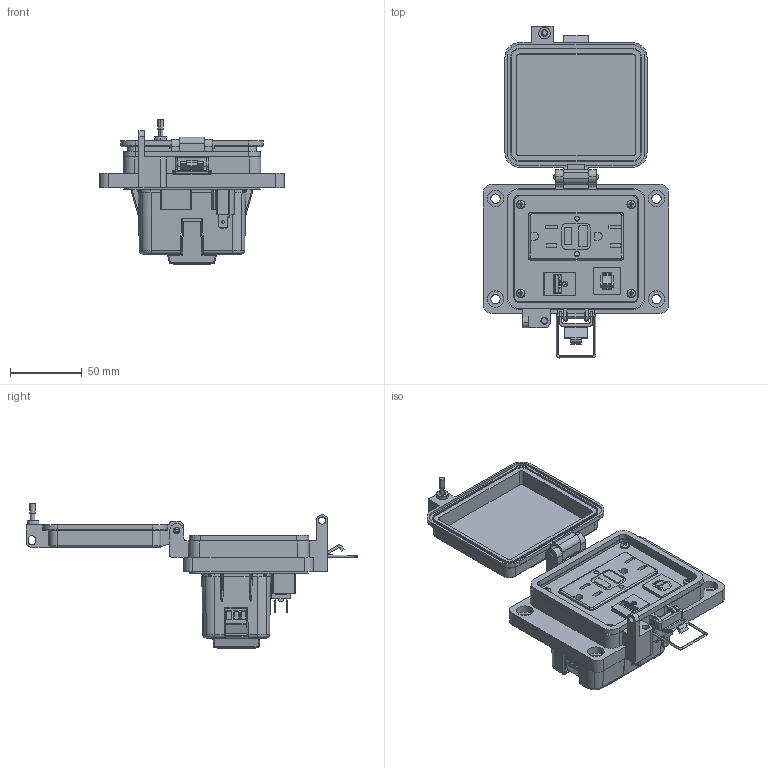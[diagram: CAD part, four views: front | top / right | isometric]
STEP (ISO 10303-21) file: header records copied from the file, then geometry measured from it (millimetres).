
FILE_DESCRIPTION (( 'STEP AP203' ), '1' );
FILE_NAME ('P-Q50-K3RF3_3D.STEP', '2021-12-13T20:29:12', ( '' ), ( '' ), 'SwSTEP 2.0', 'SolidWorks 2021', '' );
FILE_SCHEMA (( 'CONFIG_CONTROL_DESIGN' ));
Length unit declared in the file: millimetre
Products named in the file (14): Z-200-OTLT-RIOF-15A; -K3; Z-300-USB-AB-FF; Z-H-K3_B; Z-120-RIOF-SHELL; P-Q50-K3RF3_3D; P-Q50-K3RF3_BP180_1; CBX; RF; Z-CB-SM; Z-200-OTLT-GFIH-15A_sheared; 92005A124_METRIC PAN HEAD PHILLIPS MACHINE SCREW_92005A124; Q51; P-Q50-K3RF3_FP060_1
Assembly tree (16 placements, depth 4):
  P-Q50-K3RF3_3D
    P-Q50-K3RF3_FP060_1
    P-Q50-K3RF3_BP180_1
    -K3
      Z-H-K3_B
    RF
      Z-200-OTLT-RIOF-15A
        Z-120-RIOF-SHELL
        Z-200-OTLT-GFIH-15A_sheared
    Q51
      Z-300-USB-AB-FF
    CBX
      Z-CB-SM
    92005A124_METRIC PAN HEAD PHILLIPS MACHINE SCREW_92005A124  x4
Bounding box: 129 x 231.18 x 101.47 mm (x, y, z)
Volume: 305311.4 mm3; surface area: 182927.9 mm2
Topology: 35 solids, 41 shells, 5600 faces, 14587 edges, 9242 vertices
Faces by surface type: plane 2296, cylinder 1912, bspline 1131, cone 114, torus 89, sphere 58
Entity records: 210391 total; most frequent: CARTESIAN_POINT 96371, ORIENTED_EDGE 25994, DIRECTION 19341, EDGE_CURVE 12997, VERTEX_POINT 8195, VECTOR 7629, LINE 7629, AXIS2_PLACEMENT_3D 5856
